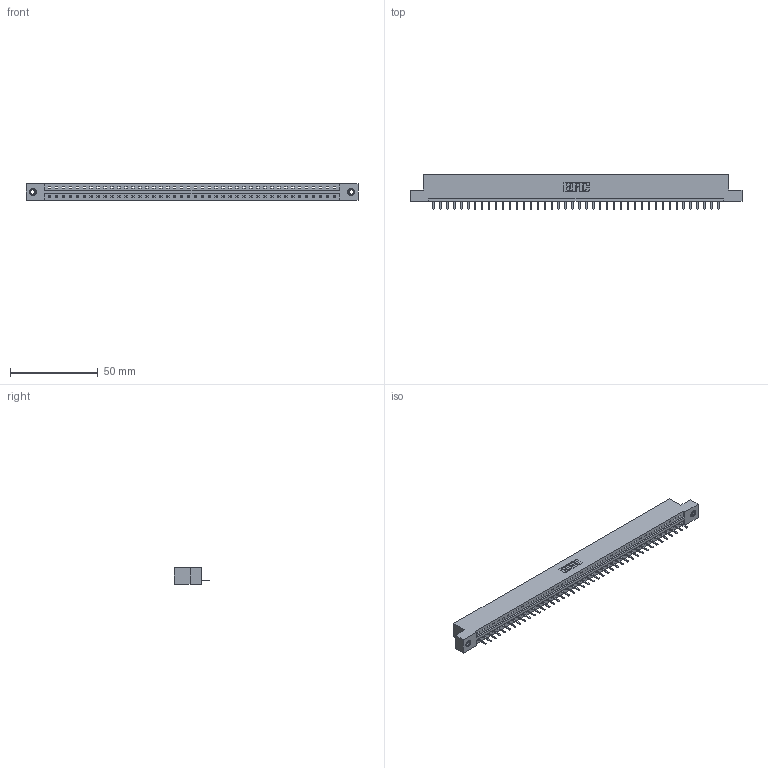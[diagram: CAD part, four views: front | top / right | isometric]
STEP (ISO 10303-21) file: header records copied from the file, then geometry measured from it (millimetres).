
FILE_DESCRIPTION (( 'STEP AP203' ), '1' );
FILE_NAME ('387-042-520-107.STEP', '2018-09-19T21:30:37', ( '' ), ( '' ), 'SwSTEP 2.0', 'SolidWorks 2016', '' );
FILE_SCHEMA (( 'CONFIG_CONTROL_DESIGN' ));
Length unit declared in the file: inch
Products named in the file (4): 345-292-001_345-293-120; 345-250-001_345-250-005-103; 387-042-520-107; 337 Part_Flush Mounting Lugs - 0.156 Dia-TI
Assembly tree (45 placements, depth 2):
  387-042-520-107
    337 Part_Flush Mounting Lugs - 0.156 Dia-TI
    345-292-001_345-293-120  x42
    345-250-001_345-250-005-103  x2
Bounding box: 189.43 x 20.02 x 9.4 mm (x, y, z)
Volume: 19554.1 mm3; surface area: 19812.4 mm2
Topology: 45 solids, 45 shells, 2946 faces, 8679 edges, 5666 vertices
Faces by surface type: plane 2118, cylinder 812, cone 12, torus 4
Entity records: 32520 total; most frequent: CARTESIAN_POINT 5655, ORIENTED_EDGE 5614, DIRECTION 4781, EDGE_CURVE 2807, LINE 2655, VECTOR 2655, VERTEX_POINT 1864, AXIS2_PLACEMENT_3D 1063
